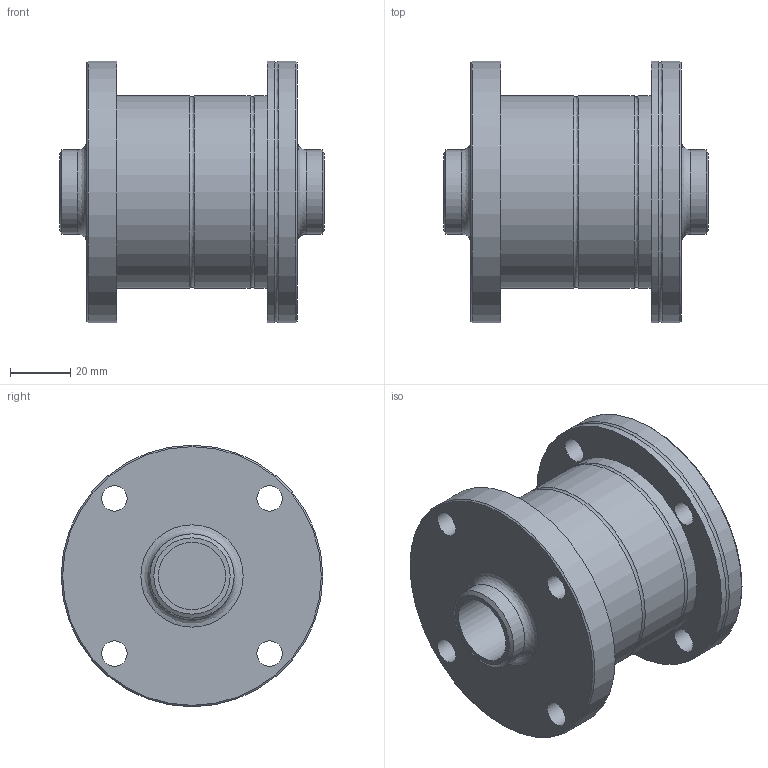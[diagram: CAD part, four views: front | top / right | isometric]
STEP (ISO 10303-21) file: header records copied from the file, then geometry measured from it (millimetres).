
FILE_DESCRIPTION((''),'2;1');
FILE_NAME('65101100X300.stp','2010-09-09T08:52:57',('Creator'),(''),'Autodesk Inventor 2010','Autodesk Inventor 2010','');
FILE_SCHEMA(('AUTOMOTIVE_DESIGN { 1 0 10303 214 1 1 1 1 }'));
Length unit declared in the file: millimetre
Products named in the file (1): 65101100X300
Bounding box: 88 x 87 x 87 mm (x, y, z)
Surface area: 71703.1 mm2 (no closed solid volume)
Topology: 0 solids, 8 shells, 99 faces, 199 edges, 125 vertices
Faces by surface type: cylinder 49, plane 25, cone 15, bspline 6, torus 4
Full cylindrical faces by diameter (mm): 8.5 x8, 10 x2, 17 x2, 22.3 x2, 26 x1, 26.5 x1, 28 x2, 30 x2, 32.5 x1, 36 x1, 38.5 x1, 39.8 x1, 40 x1, 42 x3, 42.3 x1, 51.8 x1, 52 x1, 64 x3, 87 x3
Entity records: 7988 total; most frequent: CARTESIAN_POINT 6029, DIRECTION 430, ORIENTED_EDGE 260, AXIS2_PLACEMENT_3D 209, EDGE_LOOP 203, EDGE_CURVE 130, VERTEX_POINT 117, CIRCLE 115
